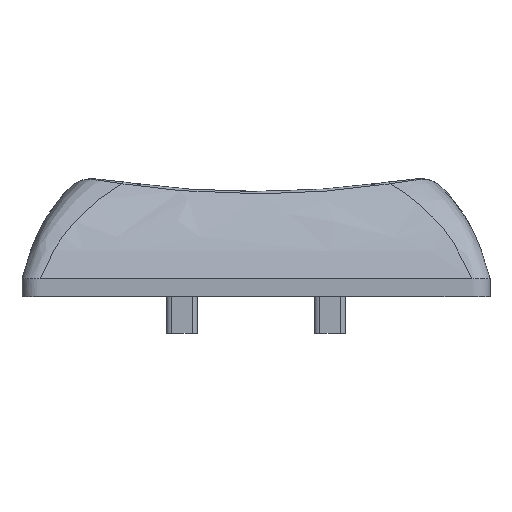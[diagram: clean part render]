
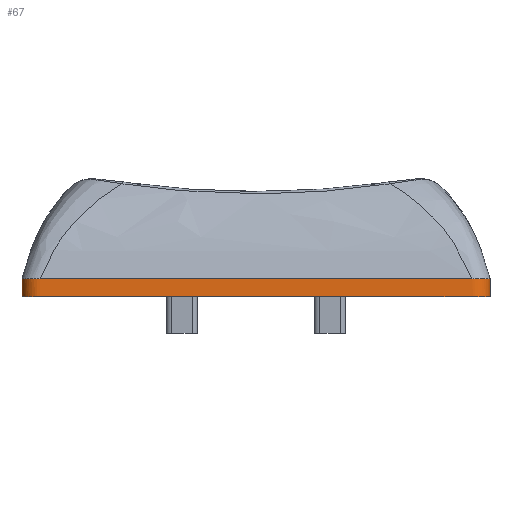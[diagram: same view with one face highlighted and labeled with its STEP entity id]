
A CAD part, front view. The second image highlights one B-rep face of the part: STEP entity #67.
In plain terms, the highlighted free-form (B-spline) face has degree [1, 2] with [2, 9] control points.
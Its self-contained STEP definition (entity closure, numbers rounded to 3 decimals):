
#67=ADVANCED_FACE('',(#233),#2494,.T.);
#233=FACE_OUTER_BOUND('',#399,.T.);
#399=EDGE_LOOP('',(#788,#789,#790,#791,#792,#793,#794));
#788=ORIENTED_EDGE('',*,*,#1790,.T.);
#789=ORIENTED_EDGE('',*,*,#1639,.T.);
#790=ORIENTED_EDGE('',*,*,#1640,.T.);
#791=ORIENTED_EDGE('',*,*,#1641,.T.);
#792=ORIENTED_EDGE('',*,*,#1642,.T.);
#793=ORIENTED_EDGE('',*,*,#1608,.F.);
#794=ORIENTED_EDGE('',*,*,#1791,.F.);
#1608=EDGE_CURVE('',#2348,#2349,#1890,.T.);
#1639=EDGE_CURVE('',#2370,#2371,#1921,.T.);
#1640=EDGE_CURVE('',#2371,#2372,#1922,.T.);
#1641=EDGE_CURVE('',#2372,#2373,#1923,.T.);
#1642=EDGE_CURVE('',#2373,#2349,#1924,.T.);
#1790=EDGE_CURVE('',#2482,#2370,#1949,.T.);
#1791=EDGE_CURVE('',#2482,#2348,#1950,.T.);
#1890=(
BOUNDED_CURVE()
B_SPLINE_CURVE(1,(#6903,#6904),.UNSPECIFIED.,.F.,.F.)
B_SPLINE_CURVE_WITH_KNOTS((2,2),(0.,0.7),.UNSPECIFIED.)
CURVE()
GEOMETRIC_REPRESENTATION_ITEM()
RATIONAL_B_SPLINE_CURVE((1.,1.))
REPRESENTATION_ITEM('')
);
#1921=(
BOUNDED_CURVE()
B_SPLINE_CURVE(2,(#7101,#7102,#7103),.UNSPECIFIED.,.F.,.F.)
B_SPLINE_CURVE_WITH_KNOTS((3,3),(35.399,36.499),
 .UNSPECIFIED.)
CURVE()
GEOMETRIC_REPRESENTATION_ITEM()
RATIONAL_B_SPLINE_CURVE((1.,0.707,1.))
REPRESENTATION_ITEM('')
);
#1922=(
BOUNDED_CURVE()
B_SPLINE_CURVE(2,(#7104,#7105,#7106),.UNSPECIFIED.,.F.,.F.)
B_SPLINE_CURVE_WITH_KNOTS((3,3),(36.499,53.099),
 .UNSPECIFIED.)
CURVE()
GEOMETRIC_REPRESENTATION_ITEM()
RATIONAL_B_SPLINE_CURVE((1.,1.,1.))
REPRESENTATION_ITEM('')
);
#1923=(
BOUNDED_CURVE()
B_SPLINE_CURVE(2,(#7107,#7108,#7109),.UNSPECIFIED.,.F.,.F.)
B_SPLINE_CURVE_WITH_KNOTS((3,3),(53.099,54.198),
 .UNSPECIFIED.)
CURVE()
GEOMETRIC_REPRESENTATION_ITEM()
RATIONAL_B_SPLINE_CURVE((1.,0.707,1.))
REPRESENTATION_ITEM('')
);
#1924=(
BOUNDED_CURVE()
B_SPLINE_CURVE(2,(#7110,#7111,#7112),.UNSPECIFIED.,.F.,.F.)
B_SPLINE_CURVE_WITH_KNOTS((3,3),(54.198,70.798),
 .UNSPECIFIED.)
CURVE()
GEOMETRIC_REPRESENTATION_ITEM()
RATIONAL_B_SPLINE_CURVE((1.,1.,1.))
REPRESENTATION_ITEM('')
);
#1949=(
BOUNDED_CURVE()
B_SPLINE_CURVE(1,(#8082,#8083),.UNSPECIFIED.,.F.,.F.)
B_SPLINE_CURVE_WITH_KNOTS((2,2),(0.,0.7),.UNSPECIFIED.)
CURVE()
GEOMETRIC_REPRESENTATION_ITEM()
RATIONAL_B_SPLINE_CURVE((1.,1.))
REPRESENTATION_ITEM('')
);
#1950=(
BOUNDED_CURVE()
B_SPLINE_CURVE(2,(#8084,#8085,#8086,#8087,#8088,#8089,#8090,#8091,#8092),
 .UNSPECIFIED.,.F.,.F.)
B_SPLINE_CURVE_WITH_KNOTS((3,2,2,2,3),(35.399,36.499,
53.099,54.198,70.798),.UNSPECIFIED.)
CURVE()
GEOMETRIC_REPRESENTATION_ITEM()
RATIONAL_B_SPLINE_CURVE((1.,0.707,1.,1.,1.,0.707,
1.,1.,1.))
REPRESENTATION_ITEM('')
);
#2348=VERTEX_POINT('',#6237);
#2349=VERTEX_POINT('',#6238);
#2370=VERTEX_POINT('',#6259);
#2371=VERTEX_POINT('',#6260);
#2372=VERTEX_POINT('',#6261);
#2373=VERTEX_POINT('',#6262);
#2482=VERTEX_POINT('',#6371);
#2494=(
BOUNDED_SURFACE()
B_SPLINE_SURFACE(1,2,((#3067,#3068,#3069,#3070,#3071,#3072,#3073,#3074,
#3075),(#3076,#3077,#3078,#3079,#3080,#3081,#3082,#3083,#3084)),
 .UNSPECIFIED.,.F.,.F.,.F.)
B_SPLINE_SURFACE_WITH_KNOTS((2,2),(3,2,2,2,3),(0.,0.7),(35.399,
36.499,53.099,54.198,70.798),
 .UNSPECIFIED.)
GEOMETRIC_REPRESENTATION_ITEM()
RATIONAL_B_SPLINE_SURFACE(((1.,0.707,1.,1.,1.,0.707,
1.,1.,1.),(1.,0.707,1.,1.,1.,0.707,1.,1.,1.)))
REPRESENTATION_ITEM('')
SURFACE()
);
#3067=CARTESIAN_POINT('',(34.5,11.7,-0.4));
#3068=CARTESIAN_POINT('',(34.5,11.,-0.4));
#3069=CARTESIAN_POINT('',(33.8,11.,-0.4));
#3070=CARTESIAN_POINT('',(25.5,11.,-0.4));
#3071=CARTESIAN_POINT('',(17.2,11.,-0.4));
#3072=CARTESIAN_POINT('',(16.5,11.,-0.4));
#3073=CARTESIAN_POINT('',(16.5,11.7,-0.4));
#3074=CARTESIAN_POINT('',(16.5,20.,-0.4));
#3075=CARTESIAN_POINT('',(16.5,28.3,-0.4));
#3076=CARTESIAN_POINT('',(34.5,11.7,0.3));
#3077=CARTESIAN_POINT('',(34.5,11.,0.3));
#3078=CARTESIAN_POINT('',(33.8,11.,0.3));
#3079=CARTESIAN_POINT('',(25.5,11.,0.3));
#3080=CARTESIAN_POINT('',(17.2,11.,0.3));
#3081=CARTESIAN_POINT('',(16.5,11.,0.3));
#3082=CARTESIAN_POINT('',(16.5,11.7,0.3));
#3083=CARTESIAN_POINT('',(16.5,20.,0.3));
#3084=CARTESIAN_POINT('',(16.5,28.3,0.3));
#6237=CARTESIAN_POINT('',(16.5,28.3,-0.4));
#6238=CARTESIAN_POINT('',(16.5,28.3,0.3));
#6259=CARTESIAN_POINT('',(34.5,11.7,0.3));
#6260=CARTESIAN_POINT('',(33.8,11.,0.3));
#6261=CARTESIAN_POINT('',(17.2,11.,0.3));
#6262=CARTESIAN_POINT('',(16.5,11.7,0.3));
#6371=CARTESIAN_POINT('',(34.5,11.7,-0.4));
#6903=CARTESIAN_POINT('',(16.5,28.3,-0.4));
#6904=CARTESIAN_POINT('',(16.5,28.3,0.3));
#7101=CARTESIAN_POINT('',(34.5,11.7,0.3));
#7102=CARTESIAN_POINT('',(34.5,11.,0.3));
#7103=CARTESIAN_POINT('',(33.8,11.,0.3));
#7104=CARTESIAN_POINT('',(33.8,11.,0.3));
#7105=CARTESIAN_POINT('',(25.5,11.,0.3));
#7106=CARTESIAN_POINT('',(17.2,11.,0.3));
#7107=CARTESIAN_POINT('',(17.2,11.,0.3));
#7108=CARTESIAN_POINT('',(16.5,11.,0.3));
#7109=CARTESIAN_POINT('',(16.5,11.7,0.3));
#7110=CARTESIAN_POINT('',(16.5,11.7,0.3));
#7111=CARTESIAN_POINT('',(16.5,20.,0.3));
#7112=CARTESIAN_POINT('',(16.5,28.3,0.3));
#8082=CARTESIAN_POINT('',(34.5,11.7,-0.4));
#8083=CARTESIAN_POINT('',(34.5,11.7,0.3));
#8084=CARTESIAN_POINT('',(34.5,11.7,-0.4));
#8085=CARTESIAN_POINT('',(34.5,11.,-0.4));
#8086=CARTESIAN_POINT('',(33.8,11.,-0.4));
#8087=CARTESIAN_POINT('',(25.5,11.,-0.4));
#8088=CARTESIAN_POINT('',(17.2,11.,-0.4));
#8089=CARTESIAN_POINT('',(16.5,11.,-0.4));
#8090=CARTESIAN_POINT('',(16.5,11.7,-0.4));
#8091=CARTESIAN_POINT('',(16.5,20.,-0.4));
#8092=CARTESIAN_POINT('',(16.5,28.3,-0.4));
